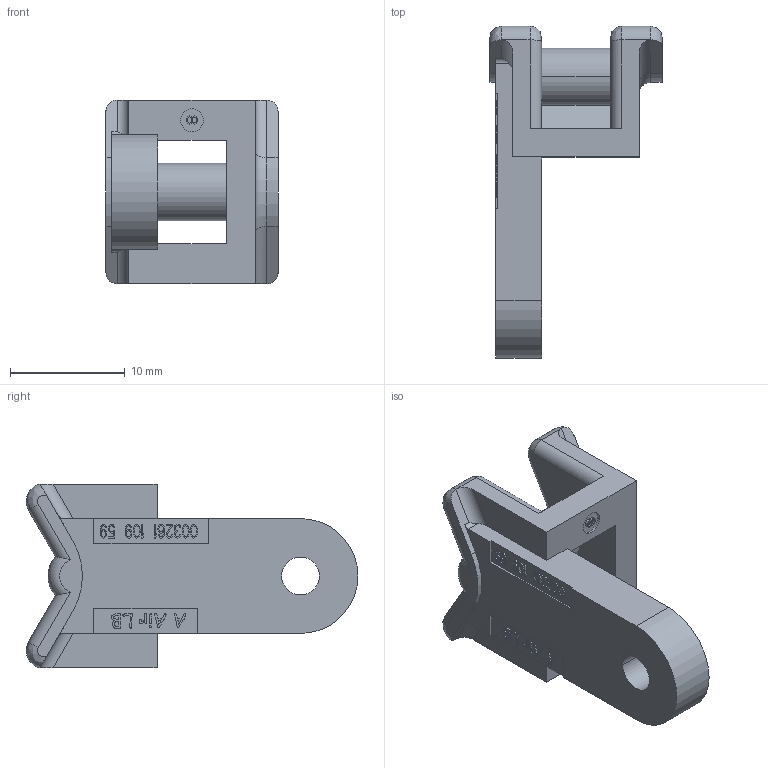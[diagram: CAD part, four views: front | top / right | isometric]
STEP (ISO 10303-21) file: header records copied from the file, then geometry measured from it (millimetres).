
FILE_DESCRIPTION((''),'2;1');
FILE_NAME('003261_109_59','2020-01-31T',('presta_be4'),(''),'CREO PARAMETRIC BY PTC INC, 2018360','CREO PARAMETRIC BY PTC INC, 2018360','');
FILE_SCHEMA(('CONFIG_CONTROL_DESIGN'));
Length unit declared in the file: millimetre
Products named in the file (1): 003261_109_59
Bounding box: 15 x 28.9 x 16 mm (x, y, z)
Volume: 1924.6 mm3; surface area: 1723.4 mm2
Topology: 1 solids, 1 shells, 765 faces, 2179 edges, 1444 vertices
Faces by surface type: plane 604, extrusion 119, cylinder 31, bspline 8, torus 3
Entity records: 25104 total; most frequent: CARTESIAN_POINT 5622, ORIENTED_EDGE 4358, DIRECTION 3365, EDGE_CURVE 2179, VECTOR 1979, LINE 1860, VERTEX_POINT 1444, EDGE_LOOP 799
